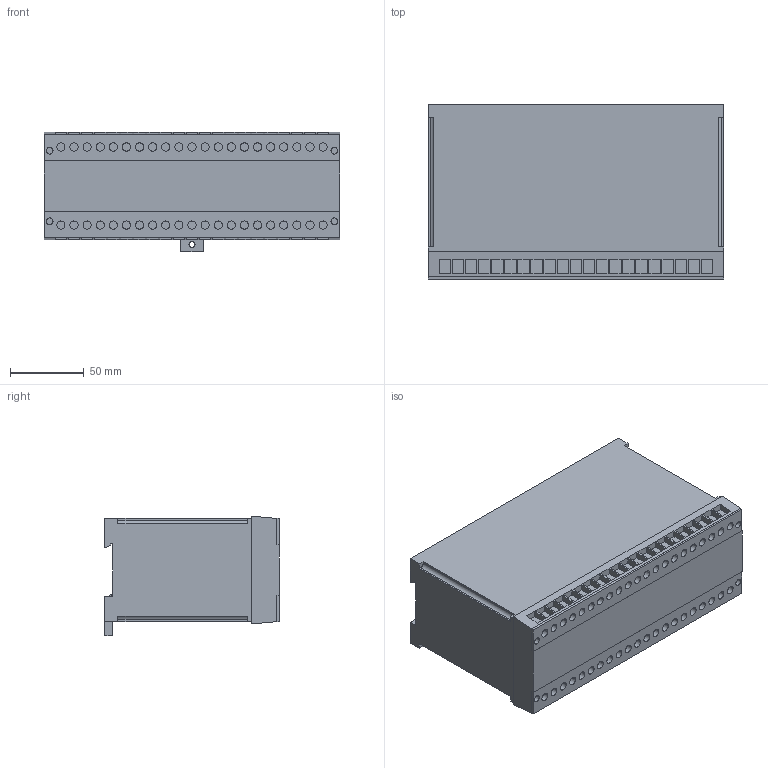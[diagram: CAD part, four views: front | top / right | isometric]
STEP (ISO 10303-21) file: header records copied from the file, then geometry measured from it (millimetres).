
FILE_DESCRIPTION(('starvars output'),'2;1');
FILE_NAME('XPSOT3444_3D.stp','10:35:02 2020/04/01',( 'Thomas Industrial Network Germany GmbH'),( 'Thomas Industrial Network Germany GmbH'),'unknown preprocess','ACIS' ,'unknown authorization');
FILE_SCHEMA(('CONFIG_CONTROL_DESIGN {UNKNOWN IMPLEMENTATION LEVEL}'));
Length unit declared in the file: millimetre
Products named in the file (1): PRODUCT_ID_10
Bounding box: 200 x 117.99 x 81.07 mm (x, y, z)
Volume: 1598197.6 mm3; surface area: 104354.8 mm2
Topology: 1 solids, 1 shells, 409 faces, 951 edges, 634 vertices
Faces by surface type: plane 311, cylinder 98
Entity records: 10914 total; most frequent: ORIENTED_EDGE 1902, CARTESIAN_POINT 1841, DIRECTION 1668, EDGE_CURVE 951, VECTOR 746, LINE 746, VERTEX_POINT 634, EDGE_LOOP 501
